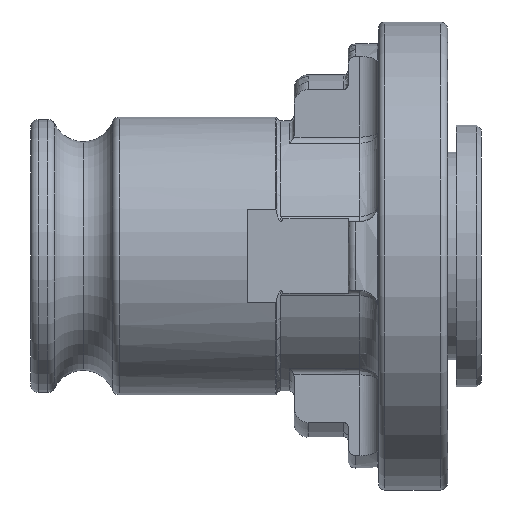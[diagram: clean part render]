
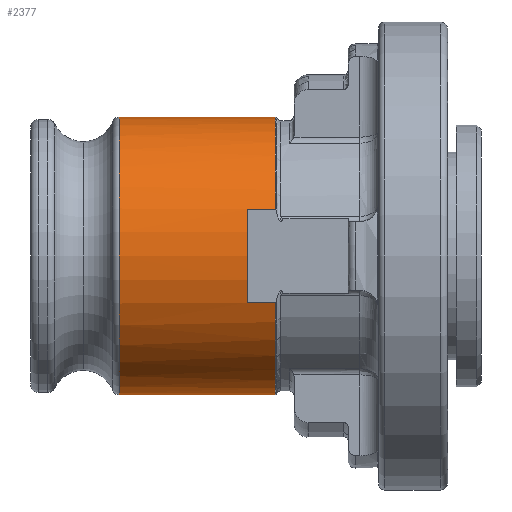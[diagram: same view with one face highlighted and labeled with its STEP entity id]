
A CAD part, front view. The second image highlights one B-rep face of the part: STEP entity #2377.
In plain terms, the highlighted cylindrical face has radius 9.5 mm (diameter 19 mm), a partial arc.
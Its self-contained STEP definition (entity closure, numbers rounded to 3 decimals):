
#15 = EDGE_LOOP ( 'NONE', ( #1059, #4366, #4486, #4621, #60, #26, #3068, #28 ) ) ;
#26 = ORIENTED_EDGE ( 'NONE', *, *, #2054, .T. ) ;
#28 = ORIENTED_EDGE ( 'NONE', *, *, #1476, .F. ) ;
#60 = ORIENTED_EDGE ( 'NONE', *, *, #1478, .F. ) ;
#408 = AXIS2_PLACEMENT_3D ( 'NONE', #4856, #4853, #4852 ) ;
#882 = VERTEX_POINT ( 'NONE', #3775 ) ;
#1059 = ORIENTED_EDGE ( 'NONE', *, *, #2100, .F. ) ;
#1111 = FACE_OUTER_BOUND ( 'NONE', #15, .T. ) ;
#1115 = CYLINDRICAL_SURFACE ( 'NONE', #408, 9.5 ) ;
#1207 = DIRECTION ( 'NONE',  ( 1., 0., 0. ) ) ;
#1209 = CARTESIAN_POINT ( 'NONE',  ( 14.8, 0., 0. ) ) ;
#1219 = DIRECTION ( 'NONE',  ( 0., 0., -1. ) ) ;
#1220 = DIRECTION ( 'NONE',  ( 1., 0., 0. ) ) ;
#1228 = DIRECTION ( 'NONE',  ( 0., 0., 1. ) ) ;
#1230 = CARTESIAN_POINT ( 'NONE',  ( -29.89, -8.95, -3.186 ) ) ;
#1231 = CARTESIAN_POINT ( 'NONE',  ( 16.727, 0., 0. ) ) ;
#1232 = DIRECTION ( 'NONE',  ( -1., 0., 0. ) ) ;
#1301 = AXIS2_PLACEMENT_3D ( 'NONE', #2040, #2039, #2038 ) ;
#1310 = AXIS2_PLACEMENT_3D ( 'NONE', #1209, #1220, #1219 ) ;
#1313 = AXIS2_PLACEMENT_3D ( 'NONE', #1231, #1232, #1228 ) ;
#1317 = AXIS2_PLACEMENT_3D ( 'NONE', #3521, #3520, #3519 ) ;
#1476 = EDGE_CURVE ( 'NONE', #4464, #4620, #3220, .T. ) ;
#1478 = EDGE_CURVE ( 'NONE', #882, #3416, #3350, .T. ) ;
#1495 = EDGE_CURVE ( 'NONE', #4370, #3369, #3182, .T. ) ;
#1500 = EDGE_CURVE ( 'NONE', #3084, #3369, #3133, .T. ) ;
#1502 = EDGE_CURVE ( 'NONE', #3416, #3084, #3189, .T. ) ;
#2038 = DIRECTION ( 'NONE',  ( 0., 0., 1. ) ) ;
#2039 = DIRECTION ( 'NONE',  ( -1., 0., 0. ) ) ;
#2040 = CARTESIAN_POINT ( 'NONE',  ( 16.727, 0., 0. ) ) ;
#2054 = EDGE_CURVE ( 'NONE', #882, #4624, #3257, .T. ) ;
#2077 = EDGE_CURVE ( 'NONE', #4624, #4620, #3381, .T. ) ;
#2100 = EDGE_CURVE ( 'NONE', #4370, #4464, #3452, .T. ) ;
#2250 = CARTESIAN_POINT ( 'NONE',  ( 6.063, 0., 9.5 ) ) ;
#2251 = CARTESIAN_POINT ( 'NONE',  ( 16.727, 0., 9.5 ) ) ;
#2377 = ADVANCED_FACE ( 'NONE', ( #1111 ), #1115, .T. ) ;
#2537 = CARTESIAN_POINT ( 'NONE',  ( 14.8, -8.95, -3.186 ) ) ;
#2587 = CARTESIAN_POINT ( 'NONE',  ( 16.727, -8.95, -3.186 ) ) ;
#2594 = CARTESIAN_POINT ( 'NONE',  ( 14.8, -8.95, 3.186 ) ) ;
#2620 = CARTESIAN_POINT ( 'NONE',  ( 16.727, 0., -9.5 ) ) ;
#2686 = CARTESIAN_POINT ( 'NONE',  ( 6.063, 0., -9.5 ) ) ;
#2782 = DIRECTION ( 'NONE',  ( -1., 0., 0. ) ) ;
#2788 = CARTESIAN_POINT ( 'NONE',  ( -29.89, 0., 9.5 ) ) ;
#3068 = ORIENTED_EDGE ( 'NONE', *, *, #2077, .T. ) ;
#3080 = VECTOR ( 'NONE', #1207, 1000. ) ;
#3084 = VERTEX_POINT ( 'NONE', #2537 ) ;
#3133 = LINE ( 'NONE', #1230, #3080 ) ;
#3182 = CIRCLE ( 'NONE', #1313, 9.5 ) ;
#3189 = CIRCLE ( 'NONE', #1310, 9.5 ) ;
#3220 = CIRCLE ( 'NONE', #1317, 9.5 ) ;
#3257 = CIRCLE ( 'NONE', #1301, 9.5 ) ;
#3306 = VECTOR ( 'NONE', #2782, 1000. ) ;
#3318 = VECTOR ( 'NONE', #3503, 1000. ) ;
#3350 = LINE ( 'NONE', #3505, #3318 ) ;
#3359 = VECTOR ( 'NONE', #4634, 1000. ) ;
#3369 = VERTEX_POINT ( 'NONE', #2587 ) ;
#3381 = LINE ( 'NONE', #2788, #3306 ) ;
#3416 = VERTEX_POINT ( 'NONE', #2594 ) ;
#3452 = LINE ( 'NONE', #4643, #3359 ) ;
#3503 = DIRECTION ( 'NONE',  ( -1., 0., 0. ) ) ;
#3505 = CARTESIAN_POINT ( 'NONE',  ( -29.89, -8.95, 3.186 ) ) ;
#3519 = DIRECTION ( 'NONE',  ( 0., 0., 1. ) ) ;
#3520 = DIRECTION ( 'NONE',  ( -1., 0., 0. ) ) ;
#3521 = CARTESIAN_POINT ( 'NONE',  ( 6.063, 0., 0. ) ) ;
#3775 = CARTESIAN_POINT ( 'NONE',  ( 16.727, -8.95, 3.186 ) ) ;
#4366 = ORIENTED_EDGE ( 'NONE', *, *, #1495, .T. ) ;
#4370 = VERTEX_POINT ( 'NONE', #2620 ) ;
#4464 = VERTEX_POINT ( 'NONE', #2686 ) ;
#4486 = ORIENTED_EDGE ( 'NONE', *, *, #1500, .F. ) ;
#4620 = VERTEX_POINT ( 'NONE', #2250 ) ;
#4621 = ORIENTED_EDGE ( 'NONE', *, *, #1502, .F. ) ;
#4624 = VERTEX_POINT ( 'NONE', #2251 ) ;
#4634 = DIRECTION ( 'NONE',  ( -1., 0., 0. ) ) ;
#4643 = CARTESIAN_POINT ( 'NONE',  ( -29.89, 0., -9.5 ) ) ;
#4852 = DIRECTION ( 'NONE',  ( 0., 0., 1. ) ) ;
#4853 = DIRECTION ( 'NONE',  ( -1., 0., 0. ) ) ;
#4856 = CARTESIAN_POINT ( 'NONE',  ( -29.89, 0., 0. ) ) ;
